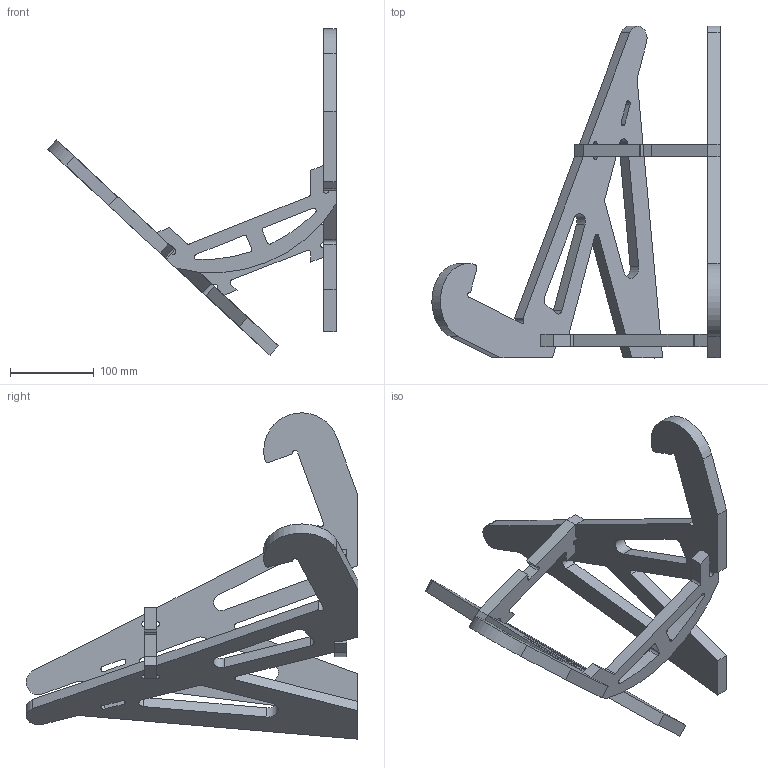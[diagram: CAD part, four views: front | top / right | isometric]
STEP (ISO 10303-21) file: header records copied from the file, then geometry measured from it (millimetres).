
FILE_DESCRIPTION(/* description */ (''),/* implementation_level */ '2;1');
FILE_NAME(/* name */ 'Version-2-reposabajo.step',/* time_stamp */ '2024-07-19T11:25:19-04:00',/* author */ (''),/* organization */ (''),/* preprocessor_version */ 'ST-DEVELOPER v20',/* originating_system */ 'Autodesk Translation Framework v13.14.0.145',/* authorisation */ '');
FILE_SCHEMA (('AUTOMOTIVE_DESIGN { 1 0 10303 214 3 1 1 }'));
Length unit declared in the file: millimetre
Products named in the file (5): NUEVO DISEÑO ENSAMBLADO; Perfil Derecho; Perfil Izquierdo; Union Inferior; UNION SUPERIOR
Assembly tree (4 placements, depth 2):
  NUEVO DISEÑO ENSAMBLADO
    Perfil Derecho
    Perfil Izquierdo
    Union Inferior
    UNION SUPERIOR
Bounding box: 343.83 x 395.97 x 389.26 mm (x, y, z)
Volume: 1386395.6 mm3; surface area: 278102.2 mm2
Topology: 4 solids, 4 shells, 145 faces, 411 edges, 274 vertices
Faces by surface type: plane 91, cylinder 54
Entity records: 4894 total; most frequent: CARTESIAN_POINT 839, DIRECTION 827, ORIENTED_EDGE 822, EDGE_CURVE 411, LINE 303, VECTOR 303, VERTEX_POINT 274, AXIS2_PLACEMENT_3D 262
